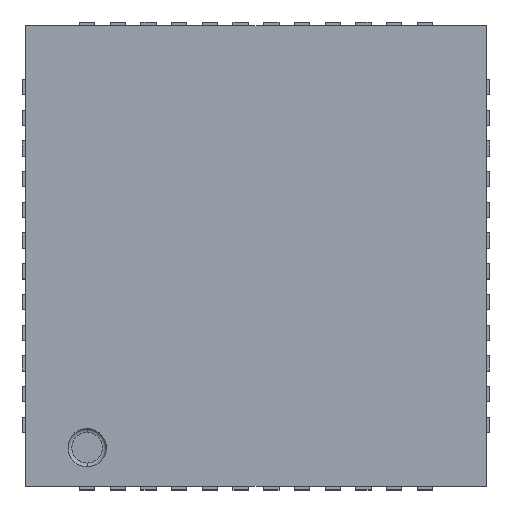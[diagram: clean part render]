
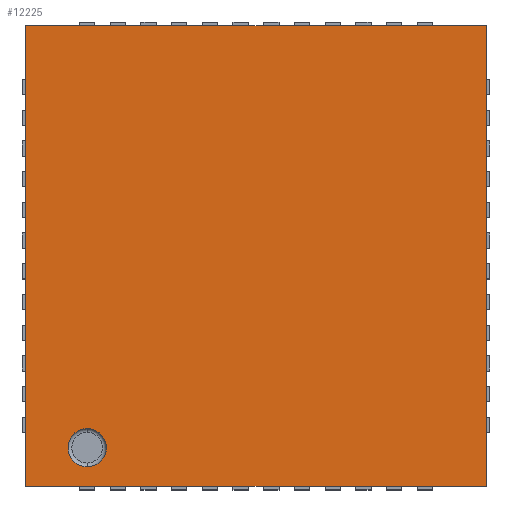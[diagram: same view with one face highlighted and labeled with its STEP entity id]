
A CAD part, top view. The second image highlights one B-rep face of the part: STEP entity #12225.
In plain terms, the highlighted planar face has unit normal (0, 0, 1).
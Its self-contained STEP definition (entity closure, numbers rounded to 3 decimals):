
#12047 = CARTESIAN_POINT ( 'NONE',  ( -2.2, -2.25, 0.9 ) ) ;
#12048 = VERTEX_POINT ( 'NONE', #12047 ) ;
#12056 = CARTESIAN_POINT ( 'NONE',  ( -2.2, -2.75, 0.9 ) ) ;
#12057 = VERTEX_POINT ( 'NONE', #12056 ) ;
#12058 = CARTESIAN_POINT ( 'NONE',  ( -2.2, -2.5, 0.9 ) ) ;
#12059 = DIRECTION ( 'NONE',  ( 0., 0., 1. ) ) ;
#12060 = DIRECTION ( 'NONE',  ( 0., -1., 0. ) ) ;
#12061 = AXIS2_PLACEMENT_3D ( 'NONE', #12058, #12059, #12060 ) ;
#12062 = CIRCLE ( 'NONE', #12061, 0.25) ;
#12063 = EDGE_CURVE ( 'NONE', #12048, #12057, #12062, .T. ) ;
#12090 = CARTESIAN_POINT ( 'NONE',  ( -3., -3., 0.9 ) ) ;
#12091 = VERTEX_POINT ( 'NONE', #12090 ) ;
#12098 = CARTESIAN_POINT ( 'NONE',  ( -3., 3., 0.9 ) ) ;
#12099 = VERTEX_POINT ( 'NONE', #12098 ) ;
#12100 = CARTESIAN_POINT ( 'NONE',  ( -3., -3., 0.9 ) ) ;
#12101 = DIRECTION ( 'NONE',  ( 0., -1., 0. ) ) ;
#12102 = VECTOR ( 'NONE', #12101, 1000. ) ;
#12103 = LINE ( 'NONE', #12100, #12102 ) ;
#12104 = EDGE_CURVE ( 'NONE', #12099, #12091, #12103, .T. ) ;
#12128 = CARTESIAN_POINT ( 'NONE',  ( 3., -3., 0.9 ) ) ;
#12129 = VERTEX_POINT ( 'NONE', #12128 ) ;
#12136 = CARTESIAN_POINT ( 'NONE',  ( 3., -3., 0.9 ) ) ;
#12137 = DIRECTION ( 'NONE',  ( 1., 0., 0. ) ) ;
#12138 = VECTOR ( 'NONE', #12137, 1000. ) ;
#12139 = LINE ( 'NONE', #12136, #12138 ) ;
#12140 = EDGE_CURVE ( 'NONE', #12091, #12129, #12139, .T. ) ;
#12159 = CARTESIAN_POINT ( 'NONE',  ( 3., 3., 0.9 ) ) ;
#12160 = VERTEX_POINT ( 'NONE', #12159 ) ;
#12167 = CARTESIAN_POINT ( 'NONE',  ( 3., -3., 0.9 ) ) ;
#12168 = DIRECTION ( 'NONE',  ( 0., 1., 0. ) ) ;
#12169 = VECTOR ( 'NONE', #12168, 1000. ) ;
#12170 = LINE ( 'NONE', #12167, #12169 ) ;
#12171 = EDGE_CURVE ( 'NONE', #12129, #12160, #12170, .T. ) ;
#12189 = CARTESIAN_POINT ( 'NONE',  ( 3., 3., 0.9 ) ) ;
#12190 = DIRECTION ( 'NONE',  ( -1., 0., 0. ) ) ;
#12191 = VECTOR ( 'NONE', #12190, 1000. ) ;
#12192 = LINE ( 'NONE', #12189, #12191 ) ;
#12193 = EDGE_CURVE ( 'NONE', #12160, #12099, #12192, .T. ) ;
#12204 = CARTESIAN_POINT ( 'NONE',  ( -2.2, -2.5, 0.9 ) ) ;
#12205 = DIRECTION ( 'NONE',  ( 0., 0., 1. ) ) ;
#12206 = DIRECTION ( 'NONE',  ( 0., -1., 0. ) ) ;
#12207 = AXIS2_PLACEMENT_3D ( 'NONE', #12204, #12205, #12206 ) ;
#12208 = CIRCLE ( 'NONE', #12207, 0.25) ;
#12209 = EDGE_CURVE ( 'NONE', #12057, #12048, #12208, .T. ) ;
#12210 = ORIENTED_EDGE ( 'NONE', *, *, #12209, .F. ) ;
#12211 = ORIENTED_EDGE ( 'NONE', *, *, #12063, .F. ) ;
#12212 = EDGE_LOOP ( 'NONE', ( #12210, #12211 ) ) ;
#12213 = FACE_BOUND ( 'NONE', #12212, .T. ) ;
#12214 = ORIENTED_EDGE ( 'NONE', *, *, #12104, .T. ) ;
#12215 = ORIENTED_EDGE ( 'NONE', *, *, #12140, .T. ) ;
#12216 = ORIENTED_EDGE ( 'NONE', *, *, #12171, .T. ) ;
#12217 = ORIENTED_EDGE ( 'NONE', *, *, #12193, .T. ) ;
#12218 = EDGE_LOOP ( 'NONE', ( #12214, #12215, #12216, #12217 ) ) ;
#12219 = FACE_OUTER_BOUND ( 'NONE', #12218, .T. ) ;
#12220 = CARTESIAN_POINT ( 'NONE',  ( 0., 0., 0.9 ) ) ;
#12221 = DIRECTION ( 'NONE',  ( 0., 0., 1. ) ) ;
#12222 = DIRECTION ( 'NONE',  ( 0., -1., 0. ) ) ;
#12223 = AXIS2_PLACEMENT_3D ( 'NONE', #12220, #12221, #12222 ) ;
#12224 = PLANE ( 'NONE', #12223 ) ;
#12225 = ADVANCED_FACE ( 'NONE', ( #12213, #12219 ), #12224, .T. ) ;
